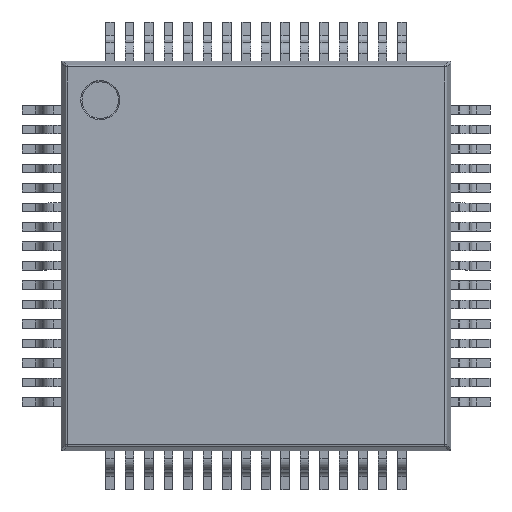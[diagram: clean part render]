
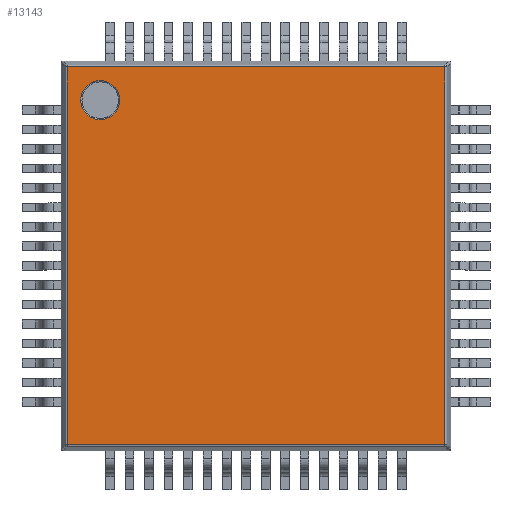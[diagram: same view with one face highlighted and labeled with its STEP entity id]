
A CAD part, top view. The second image highlights one B-rep face of the part: STEP entity #13143.
In plain terms, the highlighted planar face has unit normal (0, 0, 1).
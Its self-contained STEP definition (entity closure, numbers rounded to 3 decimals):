
#11986 = VERTEX_POINT ( 'NONE', #36539 ) ;
#11988 = EDGE_CURVE ( 'NONE', #11986, #11989, #36538, .T. ) ;
#11989 = VERTEX_POINT ( 'NONE', #36533 ) ;
#13120 = EDGE_CURVE ( 'NONE', #13209, #13121, #39867, .T. ) ;
#13121 = VERTEX_POINT ( 'NONE', #39863 ) ;
#13122 = ORIENTED_EDGE ( 'NONE', *, *, #13123, .T. ) ;
#13123 = EDGE_CURVE ( 'NONE', #13121, #13124, #39862, .T. ) ;
#13124 = VERTEX_POINT ( 'NONE', #39858 ) ;
#13125 = ORIENTED_EDGE ( 'NONE', *, *, #13126, .T. ) ;
#13126 = EDGE_CURVE ( 'NONE', #13124, #13208, #39857, .T. ) ;
#13127 = EDGE_LOOP ( 'NONE', ( #13128, #13130 ) ) ;
#13128 = ORIENTED_EDGE ( 'NONE', *, *, #13129, .F. ) ;
#13129 = EDGE_CURVE ( 'NONE', #11989, #11986, #39853, .T. ) ;
#13130 = ORIENTED_EDGE ( 'NONE', *, *, #11988, .F. ) ;
#13143 = ADVANCED_FACE ( 'NONE', ( #39887, #39886 ), #39924, .F. ) ;
#13144 = EDGE_LOOP ( 'NONE', ( #13145, #13210, #13122, #13125 ) ) ;
#13145 = ORIENTED_EDGE ( 'NONE', *, *, #13207, .T. ) ;
#13207 = EDGE_CURVE ( 'NONE', #13208, #13209, #40012, .T. ) ;
#13208 = VERTEX_POINT ( 'NONE', #40008 ) ;
#13209 = VERTEX_POINT ( 'NONE', #40007 ) ;
#13210 = ORIENTED_EDGE ( 'NONE', *, *, #13120, .T. ) ;
#36533 = CARTESIAN_POINT ( 'NONE',  ( -3.5, 4., 1.2 ) ) ;
#36534 = DIRECTION ( 'NONE',  ( 1., 0., 0. ) ) ;
#36535 = DIRECTION ( 'NONE',  ( 0., 0., 1. ) ) ;
#36536 = CARTESIAN_POINT ( 'NONE',  ( -4., 4., 1.2 ) ) ;
#36537 = AXIS2_PLACEMENT_3D ( 'NONE', #36536, #36535, #36534 ) ;
#36538 = CIRCLE ( 'NONE', #36537, 0.5 ) ;
#36539 = CARTESIAN_POINT ( 'NONE',  ( -4.5, 4., 1.2 ) ) ;
#39849 = DIRECTION ( 'NONE',  ( 1., 0., 0. ) ) ;
#39850 = DIRECTION ( 'NONE',  ( 0., 0., 1. ) ) ;
#39851 = CARTESIAN_POINT ( 'NONE',  ( -4., 4., 1.2 ) ) ;
#39852 = AXIS2_PLACEMENT_3D ( 'NONE', #39851, #39850, #39849 ) ;
#39853 = CIRCLE ( 'NONE', #39852, 0.5 ) ;
#39854 = DIRECTION ( 'NONE',  ( 1., 0., 0. ) ) ;
#39855 = VECTOR ( 'NONE', #39854, 1000. ) ;
#39856 = CARTESIAN_POINT ( 'NONE',  ( 4.893, -4.852, 1.2 ) ) ;
#39857 = LINE ( 'NONE', #39856, #39855 ) ;
#39858 = CARTESIAN_POINT ( 'NONE',  ( -4.852, -4.852, 1.2 ) ) ;
#39859 = DIRECTION ( 'NONE',  ( 0., -1., 0. ) ) ;
#39860 = VECTOR ( 'NONE', #39859, 1000. ) ;
#39861 = CARTESIAN_POINT ( 'NONE',  ( -4.852, 5., 1.2 ) ) ;
#39862 = LINE ( 'NONE', #39861, #39860 ) ;
#39863 = CARTESIAN_POINT ( 'NONE',  ( -4.852, 4.852, 1.2 ) ) ;
#39864 = DIRECTION ( 'NONE',  ( -1., 0., 0. ) ) ;
#39865 = VECTOR ( 'NONE', #39864, 1000. ) ;
#39866 = CARTESIAN_POINT ( 'NONE',  ( -4.893, 4.852, 1.2 ) ) ;
#39867 = LINE ( 'NONE', #39866, #39865 ) ;
#39886 = FACE_BOUND ( 'NONE', #13127, .T. ) ;
#39887 = FACE_OUTER_BOUND ( 'NONE', #13144, .T. ) ;
#39919 = DIRECTION ( 'NONE',  ( -1., 0., 0. ) ) ;
#39920 = DIRECTION ( 'NONE',  ( 0., 0., -1. ) ) ;
#39921 = CARTESIAN_POINT ( 'NONE',  ( 4.893, 5., 1.2 ) ) ;
#39922 = AXIS2_PLACEMENT_3D ( 'NONE', #39921, #39920, #39919 ) ;
#39924 = PLANE ( 'NONE',  #39922 ) ;
#40007 = CARTESIAN_POINT ( 'NONE',  ( 4.852, 4.852, 1.2 ) ) ;
#40008 = CARTESIAN_POINT ( 'NONE',  ( 4.852, -4.852, 1.2 ) ) ;
#40009 = DIRECTION ( 'NONE',  ( 0., 1., 0. ) ) ;
#40010 = VECTOR ( 'NONE', #40009, 1000. ) ;
#40011 = CARTESIAN_POINT ( 'NONE',  ( 4.852, 5., 1.2 ) ) ;
#40012 = LINE ( 'NONE', #40011, #40010 ) ;
